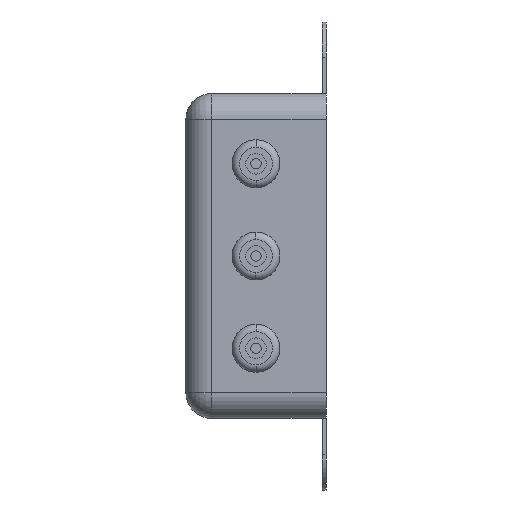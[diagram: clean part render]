
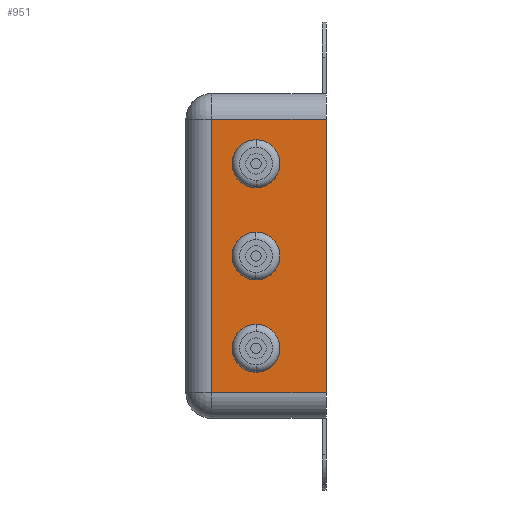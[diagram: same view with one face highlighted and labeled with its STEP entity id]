
A CAD part, left-side view. The second image highlights one B-rep face of the part: STEP entity #951.
In plain terms, the highlighted planar face has unit normal (-1, 0, 0).
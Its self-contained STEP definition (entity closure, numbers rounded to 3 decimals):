
#242 = CARTESIAN_POINT ( 'NONE',  ( -16.25, 9.5, -12.5 ) ) ;
#243 = DIRECTION ( 'NONE',  ( 1., 0., 0. ) ) ;
#244 = DIRECTION ( 'NONE',  ( 0., 0., -1. ) ) ;
#264 = CARTESIAN_POINT ( 'NONE',  ( -16.25, 9.5, -15.75 ) ) ;
#267 = CARTESIAN_POINT ( 'NONE',  ( -16.25, 9.5, 9.25 ) ) ;
#277 = CARTESIAN_POINT ( 'NONE',  ( -16.25, 0., 18.5 ) ) ;
#283 = CARTESIAN_POINT ( 'NONE',  ( -16.25, 9.5, 15.75 ) ) ;
#288 = CARTESIAN_POINT ( 'NONE',  ( -16.25, 9.5, 3.25 ) ) ;
#332 = CARTESIAN_POINT ( 'NONE',  ( -16.25, 15.5, 18.5 ) ) ;
#334 = CARTESIAN_POINT ( 'NONE',  ( -16.25, 9.5, -3.25 ) ) ;
#335 = CARTESIAN_POINT ( 'NONE',  ( -16.25, 9.5, -9.25 ) ) ;
#365 = CARTESIAN_POINT ( 'NONE',  ( -16.25, 15.5, -18.5 ) ) ;
#373 = CARTESIAN_POINT ( 'NONE',  ( -16.25, 0., -18.5 ) ) ;
#515 = PLANE ( 'NONE',  #2285 ) ;
#519 = FACE_BOUND ( 'NONE', #1556, .T. ) ;
#520 = DIRECTION ( 'NONE',  ( 0., 0., -1. ) ) ;
#521 = DIRECTION ( 'NONE',  ( 1., 0., 0. ) ) ;
#522 = FACE_BOUND ( 'NONE', #1563, .T. ) ;
#524 = FACE_BOUND ( 'NONE', #1545, .T. ) ;
#525 = CARTESIAN_POINT ( 'NONE',  ( -16.25, 19., -22. ) ) ;
#526 = FACE_OUTER_BOUND ( 'NONE', #1567, .T. ) ;
#718 = CIRCLE ( 'NONE', #945, 3.25 ) ;
#739 = VECTOR ( 'NONE', #1201, 1000. ) ;
#741 = VECTOR ( 'NONE', #1209, 1000. ) ;
#742 = AXIS2_PLACEMENT_3D ( 'NONE', #1216, #1215, #1214 ) ;
#744 = CIRCLE ( 'NONE', #742, 3.25 ) ;
#758 = VECTOR ( 'NONE', #1254, 1000. ) ;
#759 = AXIS2_PLACEMENT_3D ( 'NONE', #1263, #1261, #1259 ) ;
#761 = VECTOR ( 'NONE', #1252, 1000. ) ;
#762 = CIRCLE ( 'NONE', #759, 3.25 ) ;
#929 = AXIS2_PLACEMENT_3D ( 'NONE', #1299, #1297, #1295 ) ;
#940 = CIRCLE ( 'NONE', #929, 3.25 ) ;
#945 = AXIS2_PLACEMENT_3D ( 'NONE', #1354, #1351, #1350 ) ;
#951 = ADVANCED_FACE ( 'NONE', ( #522, #524, #519, #526 ), #515, .F. ) ;
#993 = AXIS2_PLACEMENT_3D ( 'NONE', #242, #243, #244 ) ;
#998 = CIRCLE ( 'NONE', #993, 3.25 ) ;
#1026 = CIRCLE ( 'NONE', #1124, 3.25 ) ;
#1124 = AXIS2_PLACEMENT_3D ( 'NONE', #2056, #2057, #2058 ) ;
#1201 = DIRECTION ( 'NONE',  ( 0., -1., 0. ) ) ;
#1204 = LINE ( 'NONE', #1253, #761 ) ;
#1209 = DIRECTION ( 'NONE',  ( 0., 0., 1. ) ) ;
#1210 = CARTESIAN_POINT ( 'NONE',  ( -16.25, 0., -22. ) ) ;
#1211 = LINE ( 'NONE', #1210, #741 ) ;
#1214 = DIRECTION ( 'NONE',  ( 0., 0., -1. ) ) ;
#1215 = DIRECTION ( 'NONE',  ( 1., 0., 0. ) ) ;
#1216 = CARTESIAN_POINT ( 'NONE',  ( -16.25, 9.5, -12.5 ) ) ;
#1218 = LINE ( 'NONE', #1224, #739 ) ;
#1224 = CARTESIAN_POINT ( 'NONE',  ( -16.25, 19., -18.5 ) ) ;
#1252 = DIRECTION ( 'NONE',  ( 0., 0., -1. ) ) ;
#1253 = CARTESIAN_POINT ( 'NONE',  ( -16.25, 15.5, -22. ) ) ;
#1254 = DIRECTION ( 'NONE',  ( 0., 1., 0. ) ) ;
#1259 = DIRECTION ( 'NONE',  ( 0., 0., 1. ) ) ;
#1261 = DIRECTION ( 'NONE',  ( 1., 0., 0. ) ) ;
#1263 = CARTESIAN_POINT ( 'NONE',  ( -16.25, 9.5, 12.5 ) ) ;
#1264 = CARTESIAN_POINT ( 'NONE',  ( -16.25, 19., 18.5 ) ) ;
#1265 = LINE ( 'NONE', #1264, #758 ) ;
#1295 = DIRECTION ( 'NONE',  ( 0., 0., 1. ) ) ;
#1297 = DIRECTION ( 'NONE',  ( 1., 0., 0. ) ) ;
#1299 = CARTESIAN_POINT ( 'NONE',  ( -16.25, 9.5, 12.5 ) ) ;
#1350 = DIRECTION ( 'NONE',  ( 0., 0., -1. ) ) ;
#1351 = DIRECTION ( 'NONE',  ( 1., 0., 0. ) ) ;
#1354 = CARTESIAN_POINT ( 'NONE',  ( -16.25, 9.5, 0. ) ) ;
#1545 = EDGE_LOOP ( 'NONE', ( #2414, #2572 ) ) ;
#1556 = EDGE_LOOP ( 'NONE', ( #2575, #2576 ) ) ;
#1563 = EDGE_LOOP ( 'NONE', ( #2584, #2568 ) ) ;
#1567 = EDGE_LOOP ( 'NONE', ( #2579, #2580, #2632, #2582 ) ) ;
#2056 = CARTESIAN_POINT ( 'NONE',  ( -16.25, 9.5, 0. ) ) ;
#2057 = DIRECTION ( 'NONE',  ( 1., 0., 0. ) ) ;
#2058 = DIRECTION ( 'NONE',  ( 0., 0., -1. ) ) ;
#2101 = EDGE_CURVE ( 'NONE', #3202, #3156, #718, .T. ) ;
#2112 = EDGE_CURVE ( 'NONE', #3135, #3151, #940, .T. ) ;
#2201 = EDGE_CURVE ( 'NONE', #3151, #3135, #762, .T. ) ;
#2203 = EDGE_CURVE ( 'NONE', #3145, #3200, #1265, .T. ) ;
#2204 = EDGE_CURVE ( 'NONE', #3200, #3233, #1204, .T. ) ;
#2214 = EDGE_CURVE ( 'NONE', #3203, #3129, #744, .T. ) ;
#2216 = EDGE_CURVE ( 'NONE', #3242, #3145, #1211, .T. ) ;
#2218 = EDGE_CURVE ( 'NONE', #3233, #3242, #1218, .T. ) ;
#2285 = AXIS2_PLACEMENT_3D ( 'NONE', #525, #521, #520 ) ;
#2414 = ORIENTED_EDGE ( 'NONE', *, *, #2112, .T. ) ;
#2568 = ORIENTED_EDGE ( 'NONE', *, *, #3054, .T. ) ;
#2572 = ORIENTED_EDGE ( 'NONE', *, *, #2201, .T. ) ;
#2575 = ORIENTED_EDGE ( 'NONE', *, *, #3113, .T. ) ;
#2576 = ORIENTED_EDGE ( 'NONE', *, *, #2214, .T. ) ;
#2579 = ORIENTED_EDGE ( 'NONE', *, *, #2216, .T. ) ;
#2580 = ORIENTED_EDGE ( 'NONE', *, *, #2203, .T. ) ;
#2582 = ORIENTED_EDGE ( 'NONE', *, *, #2218, .T. ) ;
#2584 = ORIENTED_EDGE ( 'NONE', *, *, #2101, .T. ) ;
#2632 = ORIENTED_EDGE ( 'NONE', *, *, #2204, .T. ) ;
#3054 = EDGE_CURVE ( 'NONE', #3156, #3202, #1026, .T. ) ;
#3113 = EDGE_CURVE ( 'NONE', #3129, #3203, #998, .T. ) ;
#3129 = VERTEX_POINT ( 'NONE', #264 ) ;
#3135 = VERTEX_POINT ( 'NONE', #267 ) ;
#3145 = VERTEX_POINT ( 'NONE', #277 ) ;
#3151 = VERTEX_POINT ( 'NONE', #283 ) ;
#3156 = VERTEX_POINT ( 'NONE', #288 ) ;
#3200 = VERTEX_POINT ( 'NONE', #332 ) ;
#3202 = VERTEX_POINT ( 'NONE', #334 ) ;
#3203 = VERTEX_POINT ( 'NONE', #335 ) ;
#3233 = VERTEX_POINT ( 'NONE', #365 ) ;
#3242 = VERTEX_POINT ( 'NONE', #373 ) ;
